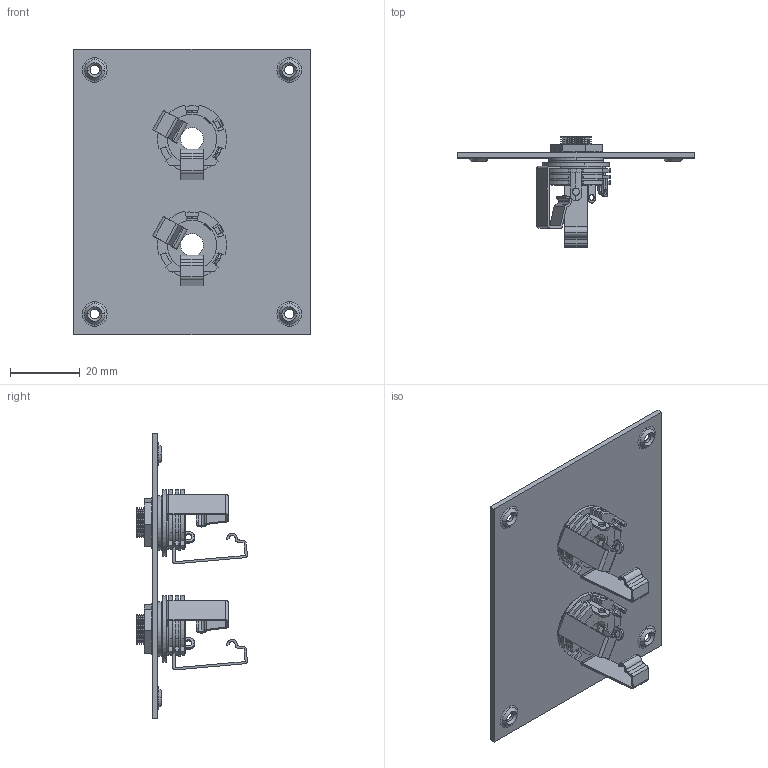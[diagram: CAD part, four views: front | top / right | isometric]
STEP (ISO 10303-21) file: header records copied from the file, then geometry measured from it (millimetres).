
FILE_DESCRIPTION (( 'STEP AP214' ), '1' );
FILE_NAME ('USP21-4.STEP', '2007-11-29T20:29:51', ( ' ' ), ( ' ' ), 'SwSTEP 2.0', 'SolidWorks 2007', '' );
FILE_SCHEMA (( 'AUTOMOTIVE_DESIGN' ));
Length unit declared in the file: inch
Products named in the file (13): 3AA03-016; 3AA09-006; 1AJ04-002; 1AJ03-003; 3AA09-007; USP21-4; 3AA03-005; 3AB13-013; 1AA13-048; 1AR18-001; 3AB13-010; 3AB13-011; 3AB13-012
Assembly tree (16 placements, depth 3):
  USP21-4
    1AR18-001
    3AA03-005  x2
    1AA13-048  x2
      3AA09-007
      3AB13-012
      1AJ04-002
      1AJ03-003
      3AA03-016
      3AA09-006
      3AB13-013
      3AB13-010
      3AB13-011
Bounding box: 68.07 x 31.78 x 82.04 mm (x, y, z)
Volume: 12252.8 mm3; surface area: 24352.8 mm2
Topology: 25 solids, 25 shells, 930 faces, 2386 edges, 1496 vertices
Faces by surface type: cylinder 436, plane 278, cone 200, torus 16
Entity records: 15358 total; most frequent: CARTESIAN_POINT 2760, DIRECTION 2487, ORIENTED_EDGE 2246, EDGE_CURVE 1123, AXIS2_PLACEMENT_3D 949, VERTEX_POINT 700, LINE 589, VECTOR 589
